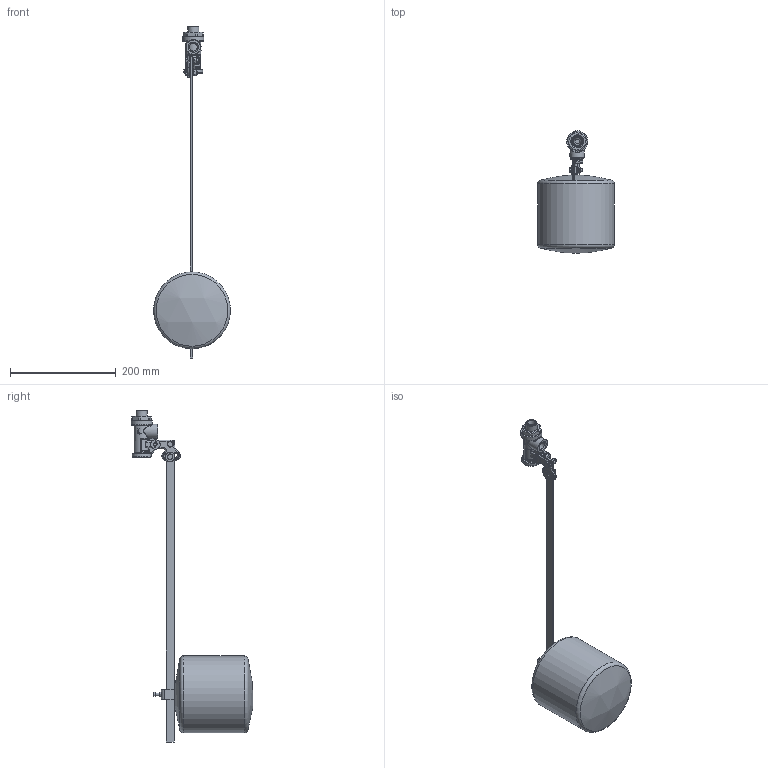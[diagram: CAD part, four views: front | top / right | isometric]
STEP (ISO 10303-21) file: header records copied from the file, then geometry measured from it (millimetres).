
FILE_DESCRIPTION(/* description */ (''),/* implementation_level */ '2;1');
FILE_NAME(/* name */ '007502-F.stp',/* time_stamp */ '2019-07-22T08:24:05+02:00',/* author */ ('junkers'),/* organization */ (''),/* preprocessor_version */ 'ST-DEVELOPER v18',/* originating_system */ 'Autodesk Inventor 2020',/* authorisation */ '');
FILE_SCHEMA (('AUTOMOTIVE_DESIGN { 1 0 10303 214 3 1 1 }'));
Length unit declared in the file: millimetre
Products named in the file (1): 007501_step
Bounding box: 145 x 230.28 x 626.87 mm (x, y, z)
Volume: 2384538.9 mm3; surface area: 138791 mm2
Topology: 2 solids, 2 shells, 524 faces, 1314 edges, 807 vertices
Faces by surface type: plane 137, cylinder 133, bspline 99, cone 92, torus 57, sphere 6
Full cylindrical faces by diameter (mm): 1.8 x1, 5 x3, 6 x6, 6.2 x5, 6.4 x2, 8 x3, 9 x1, 14.95 x1, 18 x2, 20.96 x2, 21.8 x1, 36 x1, 40 x1, 145 x1
Entity records: 22448 total; most frequent: CARTESIAN_POINT 10529, ORIENTED_EDGE 2612, DIRECTION 2350, EDGE_CURVE 1306, AXIS2_PLACEMENT_3D 990, VERTEX_POINT 807, EDGE_LOOP 567, FACE_OUTER_BOUND 524
